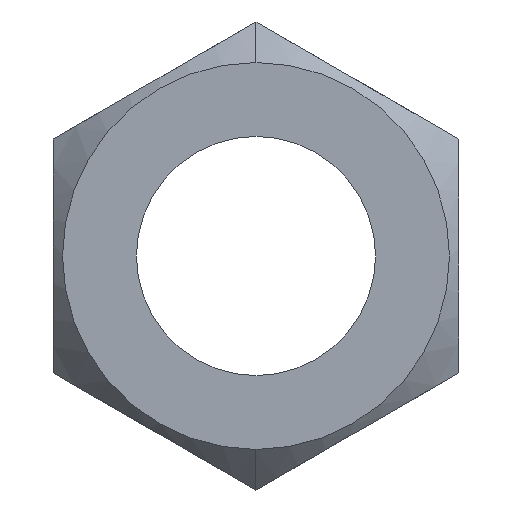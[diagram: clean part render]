
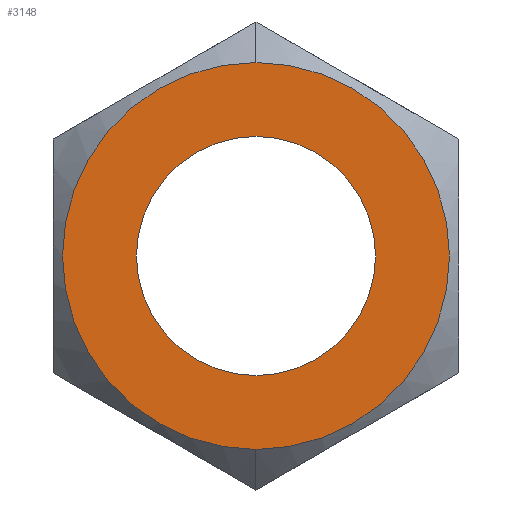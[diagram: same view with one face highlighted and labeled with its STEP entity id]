
A CAD part, left-side view. The second image highlights one B-rep face of the part: STEP entity #3148.
In plain terms, the highlighted planar face has unit normal (-1, 0, 0).
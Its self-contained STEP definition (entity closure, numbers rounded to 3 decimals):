
#23 = DIRECTION ( 'NONE',  ( 0., 0., -1. ) ) ;
#112 = VERTEX_POINT ( 'NONE', #3920 ) ;
#142 = CARTESIAN_POINT ( 'NONE',  ( -8., 0., 0. ) ) ;
#486 = FACE_OUTER_BOUND ( 'NONE', #908, .T. ) ;
#527 = CARTESIAN_POINT ( 'NONE',  ( -8., 0., 0. ) ) ;
#646 = CIRCLE ( 'NONE', #1681, 8.85 ) ;
#759 = DIRECTION ( 'NONE',  ( 1., 0., 0. ) ) ;
#830 = DIRECTION ( 'NONE',  ( -1., 0., 0. ) ) ;
#908 = EDGE_LOOP ( 'NONE', ( #1068, #4493 ) ) ;
#1068 = ORIENTED_EDGE ( 'NONE', *, *, #3646, .T. ) ;
#1177 = AXIS2_PLACEMENT_3D ( 'NONE', #2608, #1199, #1909 ) ;
#1199 = DIRECTION ( 'NONE',  ( 1., 0., 0. ) ) ;
#1261 = DIRECTION ( 'NONE',  ( 0., 0., -1. ) ) ;
#1681 = AXIS2_PLACEMENT_3D ( 'NONE', #1930, #3709, #1261 ) ;
#1708 = VERTEX_POINT ( 'NONE', #3195 ) ;
#1909 = DIRECTION ( 'NONE',  ( 0., 0., -1. ) ) ;
#1930 = CARTESIAN_POINT ( 'NONE',  ( -8., 0., 0. ) ) ;
#2120 = CARTESIAN_POINT ( 'NONE',  ( -8., 0., 14.321 ) ) ;
#2132 = CIRCLE ( 'NONE', #3758, 8.85 ) ;
#2147 = EDGE_CURVE ( 'NONE', #2989, #112, #2500, .T. ) ;
#2256 = DIRECTION ( 'NONE',  ( 0., 0., 1. ) ) ;
#2500 = CIRCLE ( 'NONE', #3314, 14.321 ) ;
#2608 = CARTESIAN_POINT ( 'NONE',  ( -8., 0., 0. ) ) ;
#2982 = EDGE_CURVE ( 'NONE', #1708, #4431, #2132, .T. ) ;
#2989 = VERTEX_POINT ( 'NONE', #2120 ) ;
#3014 = CARTESIAN_POINT ( 'NONE',  ( -8., 0., -8.85 ) ) ;
#3087 = AXIS2_PLACEMENT_3D ( 'NONE', #142, #830, #3302 ) ;
#3148 = ADVANCED_FACE ( 'NONE', ( #3667, #486 ), #4367, .F. ) ;
#3195 = CARTESIAN_POINT ( 'NONE',  ( -8., 0., 8.85 ) ) ;
#3302 = DIRECTION ( 'NONE',  ( 0., 0., 1. ) ) ;
#3314 = AXIS2_PLACEMENT_3D ( 'NONE', #527, #3683, #2256 ) ;
#3377 = ORIENTED_EDGE ( 'NONE', *, *, #4574, .T. ) ;
#3496 = CARTESIAN_POINT ( 'NONE',  ( -8., 0., 0. ) ) ;
#3614 = ORIENTED_EDGE ( 'NONE', *, *, #2982, .T. ) ;
#3646 = EDGE_CURVE ( 'NONE', #112, #2989, #4573, .T. ) ;
#3667 = FACE_BOUND ( 'NONE', #4289, .T. ) ;
#3683 = DIRECTION ( 'NONE',  ( -1., 0., 0. ) ) ;
#3709 = DIRECTION ( 'NONE',  ( 1., 0., 0. ) ) ;
#3758 = AXIS2_PLACEMENT_3D ( 'NONE', #3496, #759, #23 ) ;
#3920 = CARTESIAN_POINT ( 'NONE',  ( -8., 0., -14.321 ) ) ;
#4289 = EDGE_LOOP ( 'NONE', ( #3614, #3377 ) ) ;
#4367 = PLANE ( 'NONE',  #1177 ) ;
#4431 = VERTEX_POINT ( 'NONE', #3014 ) ;
#4493 = ORIENTED_EDGE ( 'NONE', *, *, #2147, .T. ) ;
#4573 = CIRCLE ( 'NONE', #3087, 14.321 ) ;
#4574 = EDGE_CURVE ( 'NONE', #4431, #1708, #646, .T. ) ;
